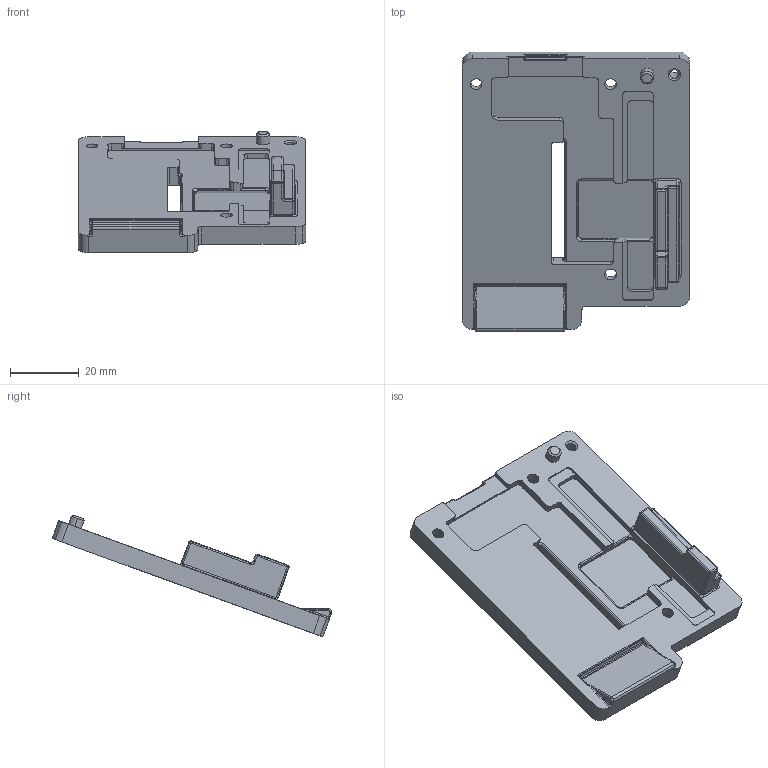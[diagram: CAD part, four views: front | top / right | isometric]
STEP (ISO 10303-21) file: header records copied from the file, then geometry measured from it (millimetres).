
FILE_DESCRIPTION(('STEP AP214'),'1');
FILE_NAME('Baseplate.stp','2023-01-31T18:15:47',(' '),(' '),'Spatial InterOp 3D',' ',' ');
FILE_SCHEMA(('AUTOMOTIVE_DESIGN { 1 0 10303 214 1 1 1 1 }'));
Length unit declared in the file: metre
Products named in the file (1): Baseplate
Bounding box: 66.25 x 81.5 x 35.52 mm (x, y, z)
Volume: 25867.9 mm3; surface area: 13805.2 mm2
Topology: 1 solids, 1 shells, 324 faces, 865 edges, 520 vertices
Faces by surface type: cylinder 204, plane 61, torus 24, sphere 16, cone 10, bspline 9
Entity records: 13454 total; most frequent: CARTESIAN_POINT 5289, DIRECTION 1826, ORIENTED_EDGE 1684, EDGE_CURVE 842, AXIS2_PLACEMENT_3D 720, VERTEX_POINT 520, LINE 386, VECTOR 386
